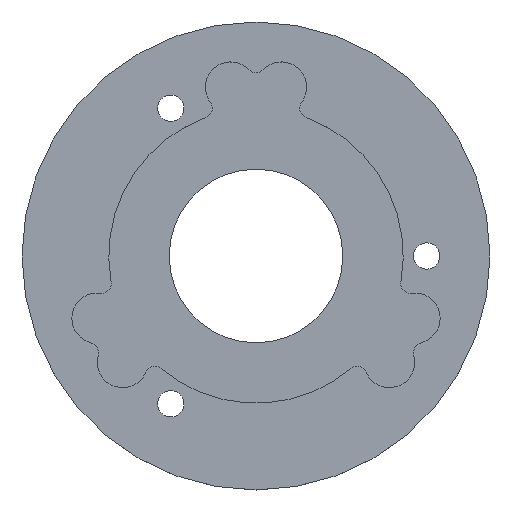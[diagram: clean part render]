
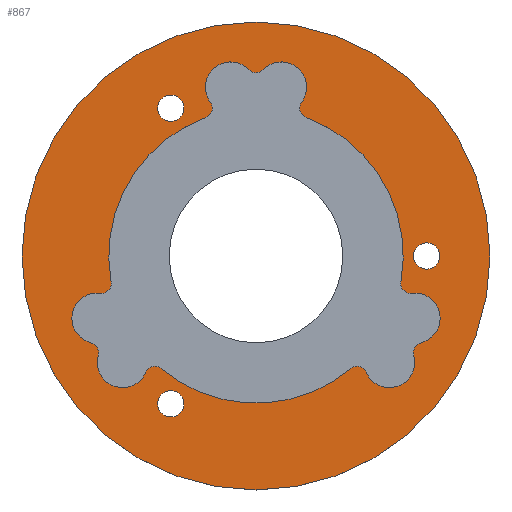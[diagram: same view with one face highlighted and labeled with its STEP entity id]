
A CAD part, top view. The second image highlights one B-rep face of the part: STEP entity #867.
In plain terms, the highlighted planar face has unit normal (0, 0, 1).
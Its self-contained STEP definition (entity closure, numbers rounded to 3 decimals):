
#323 = VERTEX_POINT('',#324);
#324 = CARTESIAN_POINT('',(-0.722,19.104,1.7));
#330 = EDGE_CURVE('',#331,#323,#333,.T.);
#331 = VERTEX_POINT('',#332);
#332 = CARTESIAN_POINT('',(-4.677,15.742,1.7));
#333 = CIRCLE('',#334,2.6);
#334 = AXIS2_PLACEMENT_3D('',#335,#336,#337);
#335 = CARTESIAN_POINT('',(-2.6,17.306,1.7));
#336 = DIRECTION('',(0.,0.,-1.));
#337 = DIRECTION('',(1.,0.,0.));
#355 = EDGE_CURVE('',#356,#323,#358,.T.);
#356 = VERTEX_POINT('',#357);
#357 = CARTESIAN_POINT('',(0.722,19.104,1.7));
#358 = CIRCLE('',#359,1.);
#359 = AXIS2_PLACEMENT_3D('',#360,#361,#362);
#360 = CARTESIAN_POINT('',(0.,19.796,1.7));
#361 = DIRECTION('',(0.,0.,-1.));
#362 = DIRECTION('',(1.,0.,0.));
#380 = VERTEX_POINT('',#381);
#381 = CARTESIAN_POINT('',(-5.136,14.2,1.7));
#387 = EDGE_CURVE('',#331,#380,#388,.T.);
#388 = CIRCLE('',#389,1.);
#389 = AXIS2_PLACEMENT_3D('',#390,#391,#392);
#390 = CARTESIAN_POINT('',(-5.476,15.14,1.7));
#391 = DIRECTION('',(0.,0.,-1.));
#392 = DIRECTION('',(1.,0.,0.));
#405 = VERTEX_POINT('',#406);
#406 = CARTESIAN_POINT('',(4.677,15.742,1.7));
#412 = EDGE_CURVE('',#356,#405,#413,.T.);
#413 = CIRCLE('',#414,2.6);
#414 = AXIS2_PLACEMENT_3D('',#415,#416,#417);
#415 = CARTESIAN_POINT('',(2.6,17.306,1.7));
#416 = DIRECTION('',(0.,0.,-1.));
#417 = DIRECTION('',(1.,0.,0.));
#430 = EDGE_CURVE('',#431,#380,#433,.T.);
#431 = VERTEX_POINT('',#432);
#432 = CARTESIAN_POINT('',(-14.865,-2.652,1.7));
#433 = CIRCLE('',#434,15.1);
#434 = AXIS2_PLACEMENT_3D('',#435,#436,#437);
#435 = CARTESIAN_POINT('',(0.,0.,1.7)
  );
#436 = DIRECTION('',(0.,0.,-1.));
#437 = DIRECTION('',(1.,0.,0.));
#455 = EDGE_CURVE('',#456,#405,#458,.T.);
#456 = VERTEX_POINT('',#457);
#457 = CARTESIAN_POINT('',(5.136,14.2,1.7));
#458 = CIRCLE('',#459,1.);
#459 = AXIS2_PLACEMENT_3D('',#460,#461,#462);
#460 = CARTESIAN_POINT('',(5.476,15.14,1.7));
#461 = DIRECTION('',(0.,0.,-1.));
#462 = DIRECTION('',(1.,0.,0.));
#480 = VERTEX_POINT('',#481);
#481 = CARTESIAN_POINT('',(-15.971,-3.82,1.7));
#487 = EDGE_CURVE('',#431,#480,#488,.T.);
#488 = CIRCLE('',#489,1.);
#489 = AXIS2_PLACEMENT_3D('',#490,#491,#492);
#490 = CARTESIAN_POINT('',(-15.85,-2.828,1.7));
#491 = DIRECTION('',(0.,0.,-1.));
#492 = DIRECTION('',(1.,0.,0.));
#505 = VERTEX_POINT('',#506);
#506 = CARTESIAN_POINT('',(14.865,-2.652,1.7));
#512 = EDGE_CURVE('',#456,#505,#513,.T.);
#513 = CIRCLE('',#514,15.1);
#514 = AXIS2_PLACEMENT_3D('',#515,#516,#517);
#515 = CARTESIAN_POINT('',(0.,0.,1.7)
  );
#516 = DIRECTION('',(0.,0.,-1.));
#517 = DIRECTION('',(1.,0.,0.));
#530 = EDGE_CURVE('',#531,#480,#533,.T.);
#531 = VERTEX_POINT('',#532);
#532 = CARTESIAN_POINT('',(-16.906,-8.927,1.7));
#533 = CIRCLE('',#534,2.6);
#534 = AXIS2_PLACEMENT_3D('',#535,#536,#537);
#535 = CARTESIAN_POINT('',(-16.287,-6.401,1.7));
#536 = DIRECTION('',(0.,0.,-1.));
#537 = DIRECTION('',(1.,0.,0.));
#555 = EDGE_CURVE('',#556,#505,#558,.T.);
#556 = VERTEX_POINT('',#557);
#557 = CARTESIAN_POINT('',(15.971,-3.82,1.7));
#558 = CIRCLE('',#559,1.);
#559 = AXIS2_PLACEMENT_3D('',#560,#561,#562);
#560 = CARTESIAN_POINT('',(15.85,-2.828,1.7));
#561 = DIRECTION('',(0.,0.,-1.));
#562 = DIRECTION('',(1.,0.,0.));
#580 = VERTEX_POINT('',#581);
#581 = CARTESIAN_POINT('',(-16.184,-10.178,1.7));
#587 = EDGE_CURVE('',#531,#580,#588,.T.);
#588 = CIRCLE('',#589,1.);
#589 = AXIS2_PLACEMENT_3D('',#590,#591,#592);
#590 = CARTESIAN_POINT('',(-17.144,-9.898,1.7));
#591 = DIRECTION('',(0.,0.,-1.));
#592 = DIRECTION('',(1.,0.,0.));
#605 = VERTEX_POINT('',#606);
#606 = CARTESIAN_POINT('',(16.906,-8.927,1.7));
#612 = EDGE_CURVE('',#556,#605,#613,.T.);
#613 = CIRCLE('',#614,2.6);
#614 = AXIS2_PLACEMENT_3D('',#615,#616,#617);
#615 = CARTESIAN_POINT('',(16.287,-6.401,1.7));
#616 = DIRECTION('',(0.,0.,-1.));
#617 = DIRECTION('',(1.,0.,0.));
#630 = EDGE_CURVE('',#631,#580,#633,.T.);
#631 = VERTEX_POINT('',#632);
#632 = CARTESIAN_POINT('',(-11.294,-11.921,1.7));
#633 = CIRCLE('',#634,2.6);
#634 = AXIS2_PLACEMENT_3D('',#635,#636,#637);
#635 = CARTESIAN_POINT('',(-13.687,-10.905,1.7));
#636 = DIRECTION('',(0.,0.,-1.));
#637 = DIRECTION('',(1.,0.,0.));
#655 = EDGE_CURVE('',#656,#605,#658,.T.);
#656 = VERTEX_POINT('',#657);
#657 = CARTESIAN_POINT('',(16.184,-10.178,1.7));
#658 = CIRCLE('',#659,1.);
#659 = AXIS2_PLACEMENT_3D('',#660,#661,#662);
#660 = CARTESIAN_POINT('',(17.144,-9.898,1.7));
#661 = DIRECTION('',(0.,0.,-1.));
#662 = DIRECTION('',(1.,0.,0.));
#680 = VERTEX_POINT('',#681);
#681 = CARTESIAN_POINT('',(-9.73,-11.548,1.7));
#687 = EDGE_CURVE('',#631,#680,#688,.T.);
#688 = CIRCLE('',#689,1.);
#689 = AXIS2_PLACEMENT_3D('',#690,#691,#692);
#690 = CARTESIAN_POINT('',(-10.374,-12.312,1.7));
#691 = DIRECTION('',(0.,0.,-1.));
#692 = DIRECTION('',(1.,0.,0.));
#705 = VERTEX_POINT('',#706);
#706 = CARTESIAN_POINT('',(11.294,-11.921,1.7));
#712 = EDGE_CURVE('',#656,#705,#713,.T.);
#713 = CIRCLE('',#714,2.6);
#714 = AXIS2_PLACEMENT_3D('',#715,#716,#717);
#715 = CARTESIAN_POINT('',(13.687,-10.905,1.7));
#716 = DIRECTION('',(0.,0.,-1.));
#717 = DIRECTION('',(1.,0.,0.));
#730 = EDGE_CURVE('',#731,#680,#733,.T.);
#731 = VERTEX_POINT('',#732);
#732 = CARTESIAN_POINT('',(9.73,-11.548,1.7));
#733 = CIRCLE('',#734,15.1);
#734 = AXIS2_PLACEMENT_3D('',#735,#736,#737);
#735 = CARTESIAN_POINT('',(0.,0.,1.7)
  );
#736 = DIRECTION('',(0.,0.,-1.));
#737 = DIRECTION('',(1.,0.,0.));
#755 = EDGE_CURVE('',#731,#705,#756,.T.);
#756 = CIRCLE('',#757,1.);
#757 = AXIS2_PLACEMENT_3D('',#758,#759,#760);
#758 = CARTESIAN_POINT('',(10.374,-12.312,1.7));
#759 = DIRECTION('',(0.,0.,-1.));
#760 = DIRECTION('',(1.,0.,0.));
#771 = EDGE_CURVE('',#772,#772,#774,.T.);
#772 = VERTEX_POINT('',#773);
#773 = CARTESIAN_POINT('',(24.,0.,1.7));
#774 = CIRCLE('',#775,24.);
#775 = AXIS2_PLACEMENT_3D('',#776,#777,#778);
#776 = CARTESIAN_POINT('',(0.,0.,1.7));
#777 = DIRECTION('',(0.,0.,-1.));
#778 = DIRECTION('',(1.,0.,0.));
#867 = ADVANCED_FACE('',(#868,#871,#882,#902,#913),#924,.F.);
#868 = FACE_BOUND('',#869,.T.);
#869 = EDGE_LOOP('',(#870));
#870 = ORIENTED_EDGE('',*,*,#771,.F.);
#871 = FACE_BOUND('',#872,.T.);
#872 = EDGE_LOOP('',(#873));
#873 = ORIENTED_EDGE('',*,*,#874,.F.);
#874 = EDGE_CURVE('',#875,#875,#877,.T.);
#875 = VERTEX_POINT('',#876);
#876 = CARTESIAN_POINT('',(-10.1,15.155,1.7));
#877 = CIRCLE('',#878,1.35);
#878 = AXIS2_PLACEMENT_3D('',#879,#880,#881);
#879 = CARTESIAN_POINT('',(-8.75,15.155,1.7));
#880 = DIRECTION('',(0.,0.,1.));
#881 = DIRECTION('',(-1.,-0.,0.));
#882 = FACE_BOUND('',#883,.T.);
#883 = EDGE_LOOP('',(#884,#885,#886,#887,#888,#889,#890,#891,#892,#893,
    #894,#895,#896,#897,#898,#899,#900,#901));
#884 = ORIENTED_EDGE('',*,*,#387,.F.);
#885 = ORIENTED_EDGE('',*,*,#330,.T.);
#886 = ORIENTED_EDGE('',*,*,#355,.F.);
#887 = ORIENTED_EDGE('',*,*,#412,.T.);
#888 = ORIENTED_EDGE('',*,*,#455,.F.);
#889 = ORIENTED_EDGE('',*,*,#512,.T.);
#890 = ORIENTED_EDGE('',*,*,#555,.F.);
#891 = ORIENTED_EDGE('',*,*,#612,.T.);
#892 = ORIENTED_EDGE('',*,*,#655,.F.);
#893 = ORIENTED_EDGE('',*,*,#712,.T.);
#894 = ORIENTED_EDGE('',*,*,#755,.F.);
#895 = ORIENTED_EDGE('',*,*,#730,.T.);
#896 = ORIENTED_EDGE('',*,*,#687,.F.);
#897 = ORIENTED_EDGE('',*,*,#630,.T.);
#898 = ORIENTED_EDGE('',*,*,#587,.F.);
#899 = ORIENTED_EDGE('',*,*,#530,.T.);
#900 = ORIENTED_EDGE('',*,*,#487,.F.);
#901 = ORIENTED_EDGE('',*,*,#430,.T.);
#902 = FACE_BOUND('',#903,.T.);
#903 = EDGE_LOOP('',(#904));
#904 = ORIENTED_EDGE('',*,*,#905,.F.);
#905 = EDGE_CURVE('',#906,#906,#908,.T.);
#906 = VERTEX_POINT('',#907);
#907 = CARTESIAN_POINT('',(16.15,0.,1.7));
#908 = CIRCLE('',#909,1.35);
#909 = AXIS2_PLACEMENT_3D('',#910,#911,#912);
#910 = CARTESIAN_POINT('',(17.5,0.,1.7));
#911 = DIRECTION('',(0.,0.,1.));
#912 = DIRECTION('',(-1.,-0.,0.));
#913 = FACE_BOUND('',#914,.T.);
#914 = EDGE_LOOP('',(#915));
#915 = ORIENTED_EDGE('',*,*,#916,.F.);
#916 = EDGE_CURVE('',#917,#917,#919,.T.);
#917 = VERTEX_POINT('',#918);
#918 = CARTESIAN_POINT('',(-10.1,-15.155,1.7));
#919 = CIRCLE('',#920,1.35);
#920 = AXIS2_PLACEMENT_3D('',#921,#922,#923);
#921 = CARTESIAN_POINT('',(-8.75,-15.155,1.7));
#922 = DIRECTION('',(0.,0.,1.));
#923 = DIRECTION('',(-1.,-0.,0.));
#924 = PLANE('',#925);
#925 = AXIS2_PLACEMENT_3D('',#926,#927,#928);
#926 = CARTESIAN_POINT('',(0.,0.,1.7));
#927 = DIRECTION('',(0.,0.,-1.));
#928 = DIRECTION('',(1.,0.,0.));
